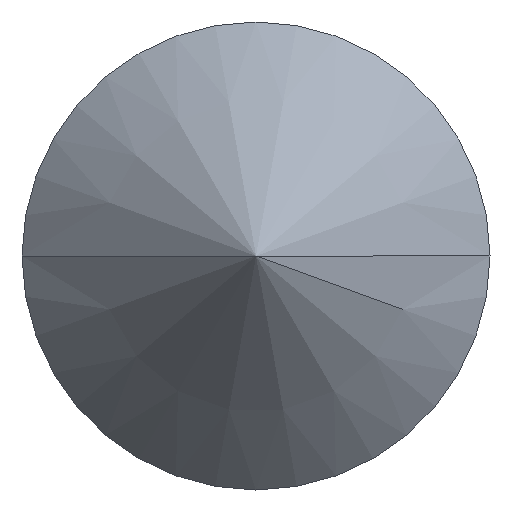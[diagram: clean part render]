
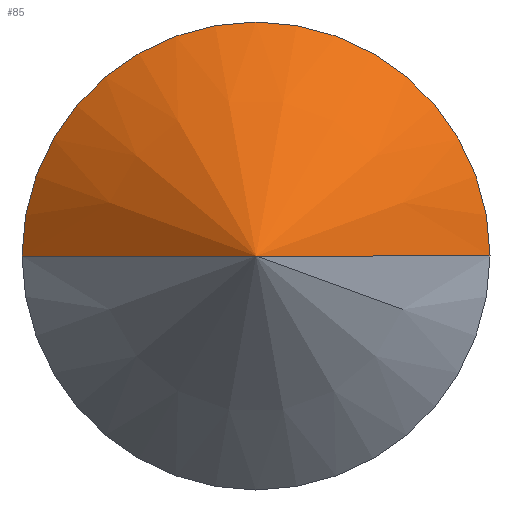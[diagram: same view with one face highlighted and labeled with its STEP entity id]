
A CAD part, front view. The second image highlights one B-rep face of the part: STEP entity #85.
In plain terms, the highlighted conical face has half-angle 45 degrees and reference radius 1000 mm.
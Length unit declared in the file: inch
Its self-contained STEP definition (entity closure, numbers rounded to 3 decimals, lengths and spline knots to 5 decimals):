
#3 = ORIENTED_EDGE ( 'NONE', *, *, #35, .T. ) ;
#4 = LINE ( 'NONE', #166, #254 ) ;
#11 = DIRECTION ( 'NONE',  ( 0., -1., 0. ) ) ;
#26 = CARTESIAN_POINT ( 'NONE',  ( 0., 0.0625, 0. ) ) ;
#29 = CARTESIAN_POINT ( 'NONE',  ( 0., 39.37008, 0. ) ) ;
#30 = EDGE_LOOP ( 'NONE', ( #224, #3, #49 ) ) ;
#32 = AXIS2_PLACEMENT_3D ( 'NONE', #29, #102, #81 ) ;
#35 = EDGE_CURVE ( 'NONE', #105, #247, #163, .T. ) ;
#49 = ORIENTED_EDGE ( 'NONE', *, *, #245, .T. ) ;
#55 = CARTESIAN_POINT ( 'NONE',  ( 0., 0., 0. ) ) ;
#69 = DIRECTION ( 'NONE',  ( 0.707, 0.707, 0. ) ) ;
#76 = VECTOR ( 'NONE', #69, 39.37008 ) ;
#81 = DIRECTION ( 'NONE',  ( -1., 0., 0. ) ) ;
#85 = ADVANCED_FACE ( 'NONE', ( #206 ), #173, .T. ) ;
#102 = DIRECTION ( 'NONE',  ( 0., 1., 0. ) ) ;
#105 = VERTEX_POINT ( 'NONE', #260 ) ;
#106 = DIRECTION ( 'NONE',  ( 1., 0., 0. ) ) ;
#133 = AXIS2_PLACEMENT_3D ( 'NONE', #26, #11, #106 ) ;
#137 = CIRCLE ( 'NONE', #133, 0.0625 ) ;
#163 = LINE ( 'NONE', #55, #76 ) ;
#166 = CARTESIAN_POINT ( 'NONE',  ( 0., 0., 0. ) ) ;
#173 = CONICAL_SURFACE ( 'NONE', #32, 39.37008, 0.785 ) ;
#186 = CARTESIAN_POINT ( 'NONE',  ( -0.0625, 0.0625, 0. ) ) ;
#206 = FACE_OUTER_BOUND ( 'NONE', #30, .T. ) ;
#224 = ORIENTED_EDGE ( 'NONE', *, *, #259, .F. ) ;
#226 = CARTESIAN_POINT ( 'NONE',  ( 0.0625, 0.0625, 0. ) ) ;
#245 = EDGE_CURVE ( 'NONE', #247, #252, #137, .T. ) ;
#246 = DIRECTION ( 'NONE',  ( -0.707, 0.707, 0. ) ) ;
#247 = VERTEX_POINT ( 'NONE', #226 ) ;
#252 = VERTEX_POINT ( 'NONE', #186 ) ;
#254 = VECTOR ( 'NONE', #246, 39.37008 ) ;
#259 = EDGE_CURVE ( 'NONE', #105, #252, #4, .T. ) ;
#260 = CARTESIAN_POINT ( 'NONE',  ( 0., 0., 0. ) ) ;
